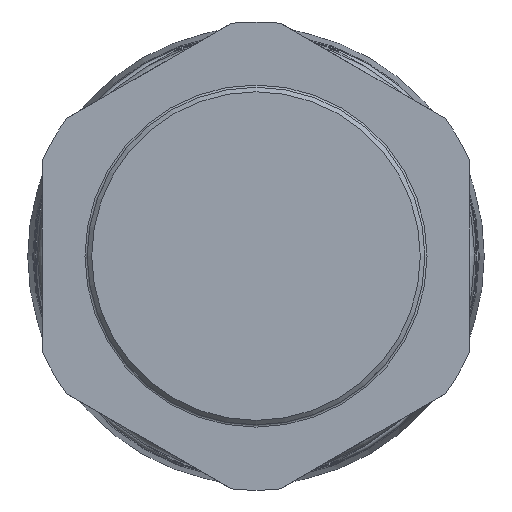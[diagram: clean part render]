
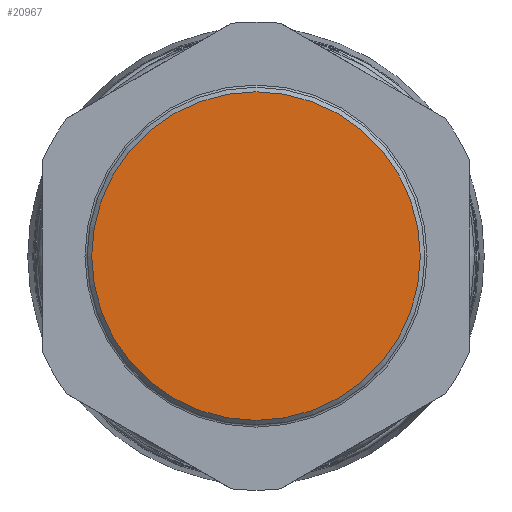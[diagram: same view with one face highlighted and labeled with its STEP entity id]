
A CAD part, left-side view. The second image highlights one B-rep face of the part: STEP entity #20967.
In plain terms, the highlighted planar face has unit normal (-1, 0, 0).
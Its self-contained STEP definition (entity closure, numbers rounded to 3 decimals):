
#3084=PLANE('',#22164);
#3704=FACE_OUTER_BOUND('',#4888,.T.);
#4888=EDGE_LOOP('',(#15336,#15337));
#5801=CIRCLE('',#22165,36.5);
#5802=CIRCLE('',#22166,36.5);
#8435=VERTEX_POINT('',#37117);
#8436=VERTEX_POINT('',#37118);
#10947=EDGE_CURVE('',#8435,#8436,#5801,.T.);
#10948=EDGE_CURVE('',#8436,#8435,#5802,.T.);
#15336=ORIENTED_EDGE('',*,*,#10947,.F.);
#15337=ORIENTED_EDGE('',*,*,#10948,.F.);
#20967=ADVANCED_FACE('',(#3704),#3084,.T.);
#22164=AXIS2_PLACEMENT_3D('',#37116,#24995,#24996);
#22165=AXIS2_PLACEMENT_3D('',#37119,#24997,#24998);
#22166=AXIS2_PLACEMENT_3D('',#37120,#24999,#25000);
#24995=DIRECTION('center_axis',(-1.,0.,0.));
#24996=DIRECTION('ref_axis',(0.,0.,
-1.));
#24997=DIRECTION('center_axis',(1.,0.,0.));
#24998=DIRECTION('ref_axis',(0.,0.,
1.));
#24999=DIRECTION('center_axis',(1.,0.,0.));
#25000=DIRECTION('ref_axis',(0.,0.,
1.));
#37116=CARTESIAN_POINT('Origin',(-77.317,-36.5,0.));
#37117=CARTESIAN_POINT('',(-77.317,-36.5,0.));
#37118=CARTESIAN_POINT('',(-77.317,36.5,0.));
#37119=CARTESIAN_POINT('Origin',(-77.317,0.,
0.));
#37120=CARTESIAN_POINT('Origin',(-77.317,0.,
0.));
